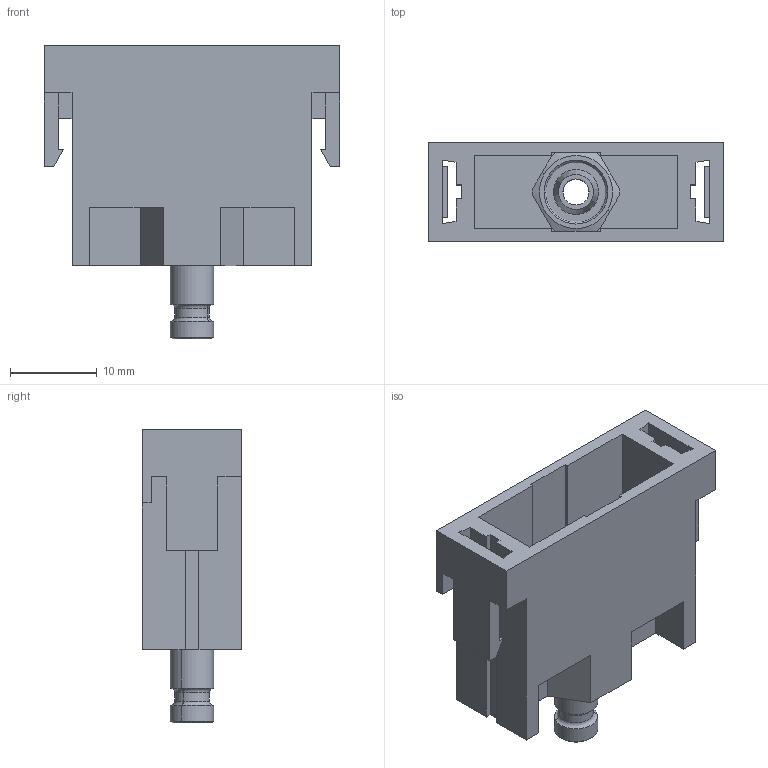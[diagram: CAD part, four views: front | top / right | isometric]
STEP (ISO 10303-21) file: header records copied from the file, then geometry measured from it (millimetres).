
FILE_DESCRIPTION(/* description */ (''),/* implementation_level */ '2;1');
FILE_NAME(/* name */ 'C146_G01_024_G8.stp',/* time_stamp */ '2016-02-16T08:37:31+01:00',/* author */ (''),/* organization */ (''),/* preprocessor_version */ 'ST-DEVELOPER v15',/* originating_system */ 'SIEMENS PLM Software NX 9.0',/* authorisation */ '');
FILE_SCHEMA (('CONFIG_CONTROL_DESIGN'));
Length unit declared in the file: millimetre
Products named in the file (1): c3d-c146 g01 024 g8nxm001-01
Bounding box: 34 x 11.41 x 33.8 mm (x, y, z)
Volume: 3974.1 mm3; surface area: 5870.2 mm2
Topology: 30 solids, 30 shells, 588 faces, 1552 edges, 1028 vertices
Faces by surface type: bspline 278, plane 270, cylinder 20, cone 14, torus 6
Entity records: 30832 total; most frequent: CARTESIAN_POINT 18083, ORIENTED_EDGE 3104, DIRECTION 1652, EDGE_CURVE 1552, VERTEX_POINT 1028, LINE 906, VECTOR 906, EDGE_LOOP 630
